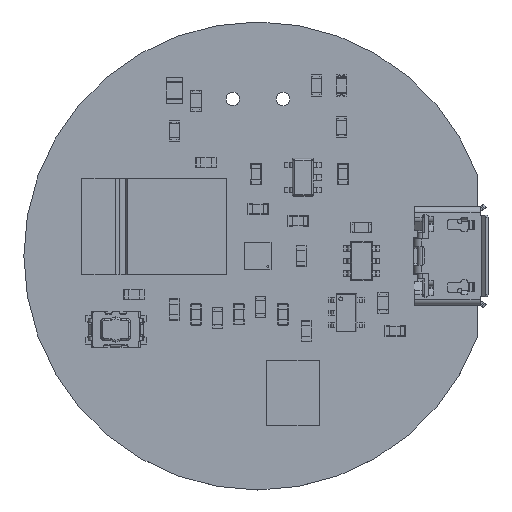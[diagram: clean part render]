
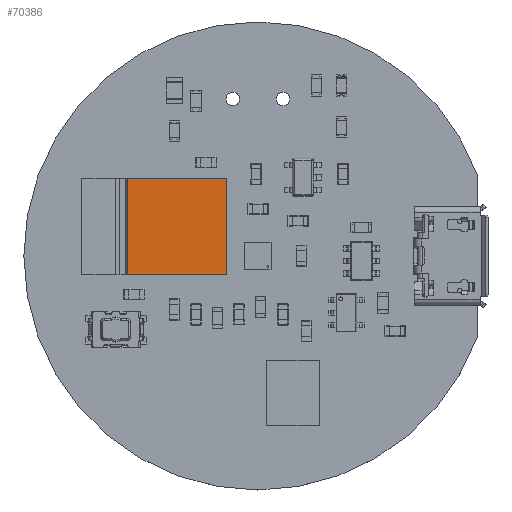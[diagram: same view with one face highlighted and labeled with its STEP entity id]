
A CAD part, top view. The second image highlights one B-rep face of the part: STEP entity #70386.
In plain terms, the highlighted face is planar.
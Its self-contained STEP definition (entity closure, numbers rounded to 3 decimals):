
#70281 = VERTEX_POINT('',#70282);
#70282 = CARTESIAN_POINT('',(3.65,1.428,-2.037));
#70288 = EDGE_CURVE('',#70289,#70281,#70291,.T.);
#70289 = VERTEX_POINT('',#70290);
#70290 = CARTESIAN_POINT('',(3.65,1.428,5.5));
#70291 = LINE('',#70292,#70293);
#70292 = CARTESIAN_POINT('',(3.65,1.428,5.5));
#70293 = VECTOR('',#70294,1.);
#70294 = DIRECTION('',(0.,0.,-1.));
#70353 = VERTEX_POINT('',#70354);
#70354 = CARTESIAN_POINT('',(-3.65,1.428,5.5));
#70360 = EDGE_CURVE('',#70361,#70353,#70363,.T.);
#70361 = VERTEX_POINT('',#70362);
#70362 = CARTESIAN_POINT('',(-3.65,1.428,-2.037));
#70363 = LINE('',#70364,#70365);
#70364 = CARTESIAN_POINT('',(-3.65,1.428,5.5));
#70365 = VECTOR('',#70366,1.);
#70366 = DIRECTION('',(-0.,-0.,1.));
#70386 = ADVANCED_FACE('',(#70387),#70403,.F.);
#70387 = FACE_BOUND('',#70388,.T.);
#70388 = EDGE_LOOP('',(#70389,#70390,#70396,#70397));
#70389 = ORIENTED_EDGE('',*,*,#70288,.T.);
#70390 = ORIENTED_EDGE('',*,*,#70391,.F.);
#70391 = EDGE_CURVE('',#70361,#70281,#70392,.T.);
#70392 = LINE('',#70393,#70394);
#70393 = CARTESIAN_POINT('',(-3.65,1.428,-2.037));
#70394 = VECTOR('',#70395,1.);
#70395 = DIRECTION('',(1.,-0.,-0.));
#70396 = ORIENTED_EDGE('',*,*,#70360,.T.);
#70397 = ORIENTED_EDGE('',*,*,#70398,.T.);
#70398 = EDGE_CURVE('',#70353,#70289,#70399,.T.);
#70399 = LINE('',#70400,#70401);
#70400 = CARTESIAN_POINT('',(-3.65,1.428,5.5));
#70401 = VECTOR('',#70402,1.);
#70402 = DIRECTION('',(1.,0.,0.));
#70403 = PLANE('',#70404);
#70404 = AXIS2_PLACEMENT_3D('',#70405,#70406,#70407);
#70405 = CARTESIAN_POINT('',(0.,1.428,0.));
#70406 = DIRECTION('',(0.,-1.,0.));
#70407 = DIRECTION('',(0.,-0.,-1.));
